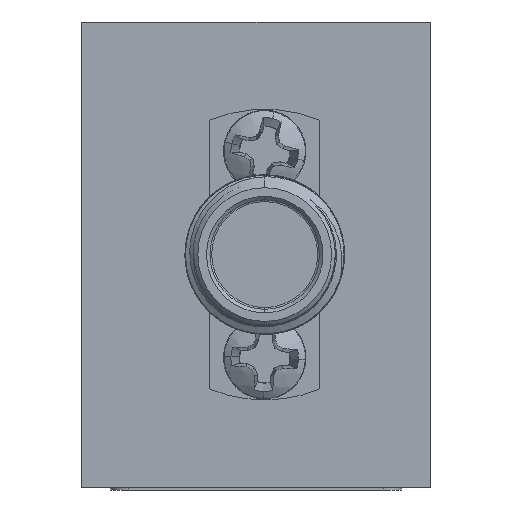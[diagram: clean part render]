
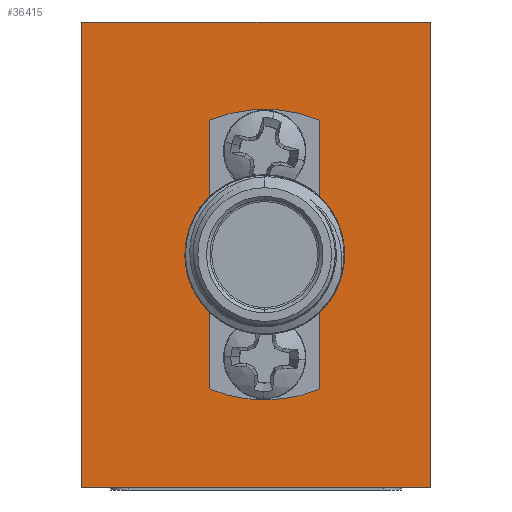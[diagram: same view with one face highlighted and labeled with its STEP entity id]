
A CAD part, left-side view. The second image highlights one B-rep face of the part: STEP entity #36415.
In plain terms, the highlighted planar face has unit normal (-1, 0, 0).
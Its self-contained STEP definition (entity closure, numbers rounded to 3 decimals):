
#1585 = VERTEX_POINT ( 'NONE', #7148 ) ;
#2947 = DIRECTION ( 'NONE',  ( -1., 0., 0. ) ) ;
#3334 = CARTESIAN_POINT ( 'NONE',  ( -33.02, 15.24, -10.16 ) ) ;
#3399 = LINE ( 'NONE', #32933, #24915 ) ;
#3673 = CARTESIAN_POINT ( 'NONE',  ( -33.02, 0., 10.16 ) ) ;
#4598 = CARTESIAN_POINT ( 'NONE',  ( -33.02, 15.24, 10.16 ) ) ;
#5497 = ORIENTED_EDGE ( 'NONE', *, *, #16209, .F. ) ;
#5572 = CARTESIAN_POINT ( 'NONE',  ( -33.02, 15.24, 10.16 ) ) ;
#5665 = VECTOR ( 'NONE', #19738, 1000. ) ;
#7148 = CARTESIAN_POINT ( 'NONE',  ( -33.02, 0., -10.16 ) ) ;
#7445 = AXIS2_PLACEMENT_3D ( 'NONE', #4598, #30422, #34162 ) ;
#7982 = ORIENTED_EDGE ( 'NONE', *, *, #22890, .F. ) ;
#9163 = CARTESIAN_POINT ( 'NONE',  ( -33.02, 7.239, -0.635 ) ) ;
#10320 = LINE ( 'NONE', #16508, #5665 ) ;
#10870 = CIRCLE ( 'NONE', #15101, 0.635 ) ;
#14236 = ORIENTED_EDGE ( 'NONE', *, *, #35063, .F. ) ;
#15026 = VERTEX_POINT ( 'NONE', #3673 ) ;
#15101 = AXIS2_PLACEMENT_3D ( 'NONE', #29833, #2947, #39706 ) ;
#16209 = EDGE_CURVE ( 'NONE', #28089, #15026, #34874, .T. ) ;
#16494 = LINE ( 'NONE', #29400, #21374 ) ;
#16508 = CARTESIAN_POINT ( 'NONE',  ( -33.02, 15.24, -10.16 ) ) ;
#17977 = FACE_BOUND ( 'NONE', #40889, .T. ) ;
#18458 = DIRECTION ( 'NONE',  ( 0., 0., 1. ) ) ;
#18780 = EDGE_LOOP ( 'NONE', ( #26404, #5497, #7982, #21131 ) ) ;
#19000 = VERTEX_POINT ( 'NONE', #3334 ) ;
#19738 = DIRECTION ( 'NONE',  ( 0., -1., 0. ) ) ;
#21131 = ORIENTED_EDGE ( 'NONE', *, *, #39632, .T. ) ;
#21374 = VECTOR ( 'NONE', #40106, 1000. ) ;
#22086 = VECTOR ( 'NONE', #25239, 1000. ) ;
#22890 = EDGE_CURVE ( 'NONE', #19000, #28089, #3399, .T. ) ;
#23909 = CARTESIAN_POINT ( 'NONE',  ( -33.02, 15.24, 10.16 ) ) ;
#24414 = VERTEX_POINT ( 'NONE', #9163 ) ;
#24505 = PLANE ( 'NONE',  #7445 ) ;
#24915 = VECTOR ( 'NONE', #29443, 1000. ) ;
#25008 = CARTESIAN_POINT ( 'NONE',  ( -33.02, 7.239, 0. ) ) ;
#25239 = DIRECTION ( 'NONE',  ( 0., -1., 0. ) ) ;
#26404 = ORIENTED_EDGE ( 'NONE', *, *, #26510, .T. ) ;
#26510 = EDGE_CURVE ( 'NONE', #1585, #15026, #16494, .T. ) ;
#28089 = VERTEX_POINT ( 'NONE', #23909 ) ;
#29273 = VERTEX_POINT ( 'NONE', #42133 ) ;
#29400 = CARTESIAN_POINT ( 'NONE',  ( -33.02, 0., 10.16 ) ) ;
#29443 = DIRECTION ( 'NONE',  ( 0., 0., 1. ) ) ;
#29833 = CARTESIAN_POINT ( 'NONE',  ( -33.02, 7.239, 0. ) ) ;
#30422 = DIRECTION ( 'NONE',  ( 1., 0., 0. ) ) ;
#31070 = FACE_OUTER_BOUND ( 'NONE', #18780, .T. ) ;
#32933 = CARTESIAN_POINT ( 'NONE',  ( -33.02, 15.24, 10.16 ) ) ;
#34162 = DIRECTION ( 'NONE',  ( 0., 0., -1. ) ) ;
#34874 = LINE ( 'NONE', #5572, #22086 ) ;
#35063 = EDGE_CURVE ( 'NONE', #29273, #24414, #10870, .T. ) ;
#35067 = DIRECTION ( 'NONE',  ( -1., 0., 0. ) ) ;
#36415 = ADVANCED_FACE ( 'NONE', ( #31070, #17977 ), #24505, .F. ) ;
#37951 = AXIS2_PLACEMENT_3D ( 'NONE', #25008, #35067, #18458 ) ;
#37987 = ORIENTED_EDGE ( 'NONE', *, *, #41527, .F. ) ;
#39632 = EDGE_CURVE ( 'NONE', #19000, #1585, #10320, .T. ) ;
#39706 = DIRECTION ( 'NONE',  ( 0., 0., 1. ) ) ;
#40106 = DIRECTION ( 'NONE',  ( 0., 0., 1. ) ) ;
#40889 = EDGE_LOOP ( 'NONE', ( #14236, #37987 ) ) ;
#41527 = EDGE_CURVE ( 'NONE', #24414, #29273, #42847, .T. ) ;
#42133 = CARTESIAN_POINT ( 'NONE',  ( -33.02, 7.239, 0.635 ) ) ;
#42847 = CIRCLE ( 'NONE', #37951, 0.635 ) ;
